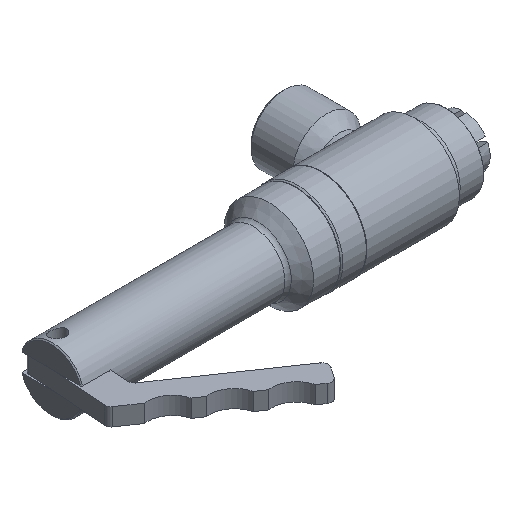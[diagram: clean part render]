
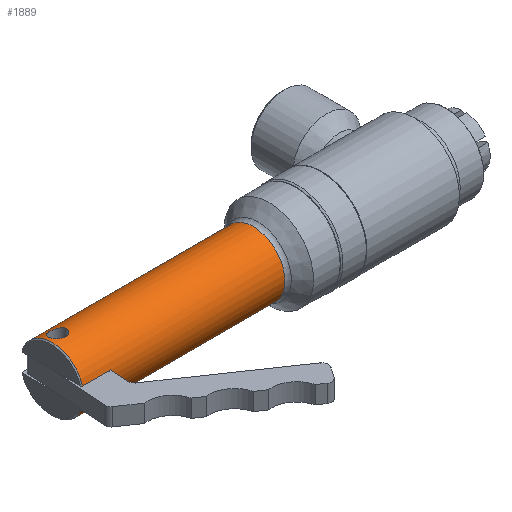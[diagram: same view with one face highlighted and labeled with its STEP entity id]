
A CAD part, isometric view. The second image highlights one B-rep face of the part: STEP entity #1889.
In plain terms, the highlighted cylindrical face has radius 15.748 mm (diameter 31.496 mm), a full revolution.
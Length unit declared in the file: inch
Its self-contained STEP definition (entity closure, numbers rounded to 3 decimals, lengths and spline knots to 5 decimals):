
#51=B_SPLINE_CURVE_WITH_KNOTS($,3,(#2874,#2875,#2876,#2877,#2878,#2879,
#2880,#2881,#2882,#2883,#2884,#2885,#2886,#2887,#2888,#2889,#2890,#2891,
#2892,#2893,#2894,#2895,#2896,#2897,#2898,#2899,#2900,#2901,#2902,#2903,
#2904,#2905,#2906,#2907),.UNSPECIFIED.,.T.,.F.,(4,2,2,2,2,2,2,2,2,2,2,2,
2,2,2,2,4),(0.,0.15286,0.30572,0.46093,0.61615,
0.76703,0.91792,1.06769,1.21745,1.36742,
1.51738,1.66807,1.81875,1.97595,2.13315,
2.28402,2.43488),.UNSPECIFIED.);
#66=FACE_BOUND($,#371,.T.);
#67=FACE_BOUND($,#372,.T.);
#112=CYLINDRICAL_SURFACE($,#2016,0.62);
#148=CIRCLE($,#2014,0.62);
#149=CIRCLE($,#2015,0.62);
#150=CIRCLE($,#2017,0.62);
#151=CIRCLE($,#2018,0.62);
#152=CIRCLE($,#2019,0.62);
#258=FACE_OUTER_BOUND($,#370,.T.);
#370=EDGE_LOOP($,(#1285));
#371=EDGE_LOOP($,(#1286,#1287,#1288,#1289,#1290,#1291,#1292,#1293));
#372=EDGE_LOOP($,(#1294));
#553=LINE($,#2834,#677);
#555=LINE($,#2838,#679);
#557=LINE($,#2851,#681);
#559=LINE($,#2863,#683);
#677=VECTOR($,#2246,0.53);
#679=VECTOR($,#2248,0.53);
#681=VECTOR($,#2252,0.53);
#683=VECTOR($,#2254,0.53);
#801=VERTEX_POINT($,#2832);
#802=VERTEX_POINT($,#2833);
#803=VERTEX_POINT($,#2835);
#804=VERTEX_POINT($,#2837);
#807=VERTEX_POINT($,#2849);
#808=VERTEX_POINT($,#2850);
#811=VERTEX_POINT($,#2858);
#812=VERTEX_POINT($,#2862);
#813=VERTEX_POINT($,#2869);
#814=VERTEX_POINT($,#2873);
#995=EDGE_CURVE($,#801,#802,#553,.T.);
#997=EDGE_CURVE($,#804,#803,#555,.T.);
#1001=EDGE_CURVE($,#807,#808,#557,.T.);
#1005=EDGE_CURVE($,#812,#811,#559,.T.);
#1007=EDGE_CURVE($,#808,#801,#148,.T.);
#1008=EDGE_CURVE($,#803,#812,#149,.T.);
#1009=EDGE_CURVE($,#813,#813,#150,.T.);
#1010=EDGE_CURVE($,#811,#807,#151,.T.);
#1011=EDGE_CURVE($,#802,#804,#152,.T.);
#1012=EDGE_CURVE($,#814,#814,#51,.T.);
#1285=ORIENTED_EDGE($,*,*,#1009,.F.);
#1286=ORIENTED_EDGE($,*,*,#997,.T.);
#1287=ORIENTED_EDGE($,*,*,#1008,.T.);
#1288=ORIENTED_EDGE($,*,*,#1005,.T.);
#1289=ORIENTED_EDGE($,*,*,#1010,.T.);
#1290=ORIENTED_EDGE($,*,*,#1001,.T.);
#1291=ORIENTED_EDGE($,*,*,#1007,.T.);
#1292=ORIENTED_EDGE($,*,*,#995,.T.);
#1293=ORIENTED_EDGE($,*,*,#1011,.T.);
#1294=ORIENTED_EDGE($,*,*,#1012,.T.);
#1889=ADVANCED_FACE($,(#258,#66,#67),#112,.T.);
#2014=AXIS2_PLACEMENT_3D($,#2866,#2258,#2259);
#2015=AXIS2_PLACEMENT_3D($,#2867,#2260,#2261);
#2016=AXIS2_PLACEMENT_3D($,#2868,#2262,#2263);
#2017=AXIS2_PLACEMENT_3D($,#2870,#2264,#2265);
#2018=AXIS2_PLACEMENT_3D($,#2871,#2266,#2267);
#2019=AXIS2_PLACEMENT_3D($,#2872,#2268,#2269);
#2246=DIRECTION($,(-1.,0.,0.));
#2248=DIRECTION($,(1.,0.,0.));
#2252=DIRECTION($,(1.,0.,0.));
#2254=DIRECTION($,(-1.,0.,0.));
#2258=DIRECTION('center_axis',(1.,0.,0.));
#2259=DIRECTION('ref_axis',(0.,1.,0.));
#2260=DIRECTION('center_axis',(1.,0.,0.));
#2261=DIRECTION('ref_axis',(0.,1.,0.));
#2262=DIRECTION('center_axis',(1.,0.,0.));
#2263=DIRECTION('ref_axis',(0.,1.,0.));
#2264=DIRECTION('center_axis',(1.,0.,0.));
#2265=DIRECTION('ref_axis',(0.,0.,-1.));
#2266=DIRECTION('center_axis',(1.,0.,0.));
#2267=DIRECTION('ref_axis',(0.,0.,-1.));
#2268=DIRECTION('center_axis',(1.,0.,0.));
#2269=DIRECTION('ref_axis',(0.,0.,-1.));
#2832=CARTESIAN_POINT('',(0.55,-0.59405,-0.1775));
#2833=CARTESIAN_POINT('',(0.02,-0.59405,-0.1775));
#2834=CARTESIAN_POINT($,(1.9905,-0.59405,-0.1775));
#2835=CARTESIAN_POINT('',(0.55,0.59405,-0.1775));
#2837=CARTESIAN_POINT('',(0.02,0.59405,-0.1775));
#2838=CARTESIAN_POINT($,(1.9905,0.59405,-0.1775));
#2849=CARTESIAN_POINT('',(0.02,-0.59405,0.1775));
#2850=CARTESIAN_POINT('',(0.55,-0.59405,0.1775));
#2851=CARTESIAN_POINT($,(1.9905,-0.59405,0.1775));
#2858=CARTESIAN_POINT('',(0.02,0.59405,0.1775));
#2862=CARTESIAN_POINT('',(0.55,0.59405,0.1775));
#2863=CARTESIAN_POINT($,(1.9905,0.59405,0.1775));
#2866=CARTESIAN_POINT('Origin',(0.55,0.,0.));
#2867=CARTESIAN_POINT('Origin',(0.55,0.,0.));
#2868=CARTESIAN_POINT('Origin',(1.9905,0.,0.));
#2869=CARTESIAN_POINT('',(3.961,0.62,0.));
#2870=CARTESIAN_POINT('Origin',(3.961,0.,0.));
#2871=CARTESIAN_POINT('Origin',(0.02,0.,0.));
#2872=CARTESIAN_POINT('Origin',(0.02,0.,0.));
#2873=CARTESIAN_POINT('',(0.25,0.2815,0.55241));
#2874=CARTESIAN_POINT('Ctrl Pts',(0.25,0.2815,0.55241));
#2875=CARTESIAN_POINT('Ctrl Pts',(0.27006,0.2815,0.55241));
#2876=CARTESIAN_POINT('Ctrl Pts',(0.29121,0.27741,0.55455));
#2877=CARTESIAN_POINT('Ctrl Pts',(0.32969,0.26129,0.56232));
#2878=CARTESIAN_POINT('Ctrl Pts',(0.34704,0.24928,0.56787));
#2879=CARTESIAN_POINT('Ctrl Pts',(0.37449,0.22183,0.57915));
#2880=CARTESIAN_POINT('Ctrl Pts',(0.38646,0.2044,0.58569));
#2881=CARTESIAN_POINT('Ctrl Pts',(0.40247,0.16597,0.59771));
#2882=CARTESIAN_POINT('Ctrl Pts',(0.4065,0.14495,0.60316));
#2883=CARTESIAN_POINT('Ctrl Pts',(0.4065,0.10561,0.61126));
#2884=CARTESIAN_POINT('Ctrl Pts',(0.40266,0.08471,
0.61449));
#2885=CARTESIAN_POINT('Ctrl Pts',(0.38675,0.04607,
0.61859));
#2886=CARTESIAN_POINT('Ctrl Pts',(0.37466,0.02834,
0.61951));
#2887=CARTESIAN_POINT('Ctrl Pts',(0.34677,0.00044,
0.62016));
#2888=CARTESIAN_POINT('Ctrl Pts',(0.32917,-0.0116,
0.61994));
#2889=CARTESIAN_POINT('Ctrl Pts',(0.29061,-0.02757,
0.61944));
#2890=CARTESIAN_POINT('Ctrl Pts',(0.26965,-0.0315,
0.6192));
#2891=CARTESIAN_POINT('Ctrl Pts',(0.23032,-0.0315,
0.6192));
#2892=CARTESIAN_POINT('Ctrl Pts',(0.20933,-0.02756,
0.61944));
#2893=CARTESIAN_POINT('Ctrl Pts',(0.17074,-0.01155,
0.61994));
#2894=CARTESIAN_POINT('Ctrl Pts',(0.15313,0.00052,
0.62016));
#2895=CARTESIAN_POINT('Ctrl Pts',(0.12526,0.02845,0.61951));
#2896=CARTESIAN_POINT('Ctrl Pts',(0.1132,0.04617,0.61858));
#2897=CARTESIAN_POINT('Ctrl Pts',(0.09733,0.08476,
0.61449));
#2898=CARTESIAN_POINT('Ctrl Pts',(0.0935,0.10563,
0.61126));
#2899=CARTESIAN_POINT('Ctrl Pts',(0.0935,0.14521,
0.60311));
#2900=CARTESIAN_POINT('Ctrl Pts',(0.09763,0.16647,
0.59758));
#2901=CARTESIAN_POINT('Ctrl Pts',(0.11401,0.20527,0.58539));
#2902=CARTESIAN_POINT('Ctrl Pts',(0.12625,0.22284,0.57877));
#2903=CARTESIAN_POINT('Ctrl Pts',(0.15398,0.25003,0.56753));
#2904=CARTESIAN_POINT('Ctrl Pts',(0.1712,0.26177,0.56209));
#2905=CARTESIAN_POINT('Ctrl Pts',(0.2093,0.27751,0.55449));
#2906=CARTESIAN_POINT('Ctrl Pts',(0.2302,0.2815,0.55241));
#2907=CARTESIAN_POINT('Ctrl Pts',(0.25,0.2815,0.55241));
